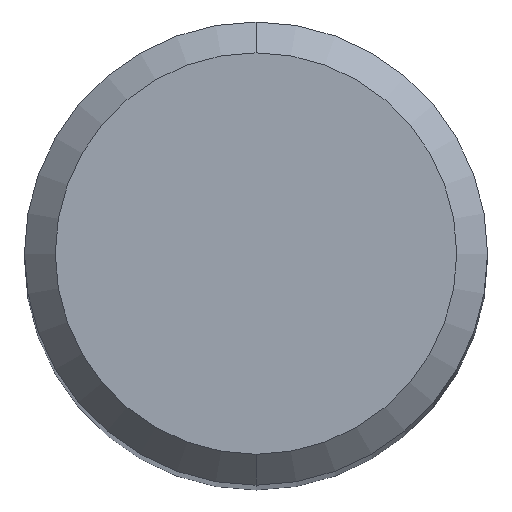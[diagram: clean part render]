
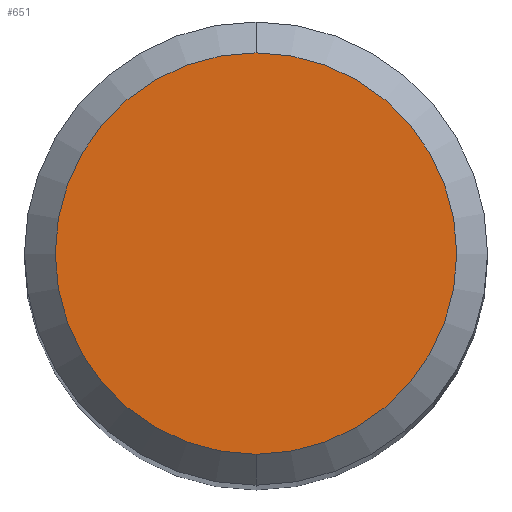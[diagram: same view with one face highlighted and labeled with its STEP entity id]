
A CAD part, top view. The second image highlights one B-rep face of the part: STEP entity #651.
In plain terms, the highlighted planar face has unit normal (0, 0, 1).
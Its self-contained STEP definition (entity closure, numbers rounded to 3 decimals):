
#429=VERTEX_POINT('',#1136);
#631=EDGE_CURVE('',#1029,#429,#1360,.T.);
#651=ADVANCED_FACE('',(#1383),#1384,.T.);
#759=EDGE_CURVE('',#429,#1029,#1501,.T.);
#1029=VERTEX_POINT('',#1794);
#1136=CARTESIAN_POINT('',(0.0,2.6,0.0));
#1360=CIRCLE('',#3686,2.6);
#1383=FACE_OUTER_BOUND('',#3890,.T.);
#1384=PLANE('',#3891);
#1501=CIRCLE('',#4739,2.6);
#1794=CARTESIAN_POINT('',(0.,-2.6,0.0));
#3686=AXIS2_PLACEMENT_3D('',#7868,#7869,#7870);
#3890=EDGE_LOOP('',(#7907,#7908));
#3891=AXIS2_PLACEMENT_3D('',#7909,#7910,#7911);
#4739=AXIS2_PLACEMENT_3D('',#8029,#8030,#8031);
#7868=CARTESIAN_POINT('',(0.0,0.0,0.0));
#7869=DIRECTION('',(0.0,0.0,-1.0));
#7870=DIRECTION('',(0.0,1.0,0.0));
#7907=ORIENTED_EDGE('',*,*,#759,.F.);
#7908=ORIENTED_EDGE('',*,*,#631,.F.);
#7909=CARTESIAN_POINT('',(0.0,1.3,0.0));
#7910=DIRECTION('',(-0.0,0.0,1.0));
#7911=DIRECTION('',(0.0,-1.0,0.0));
#8029=CARTESIAN_POINT('',(0.0,0.0,0.0));
#8030=DIRECTION('',(0.0,0.0,-1.0));
#8031=DIRECTION('',(0.0,1.0,0.0));
